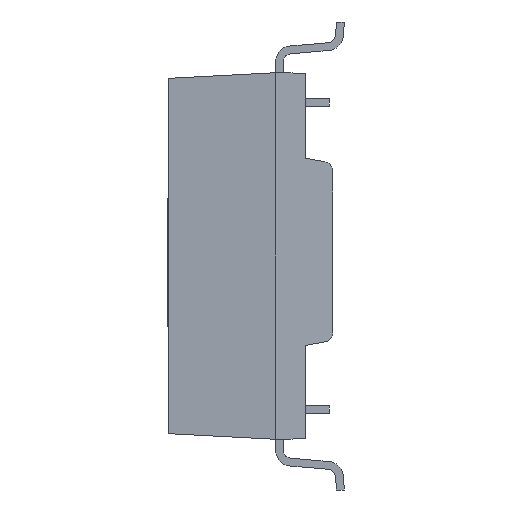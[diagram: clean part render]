
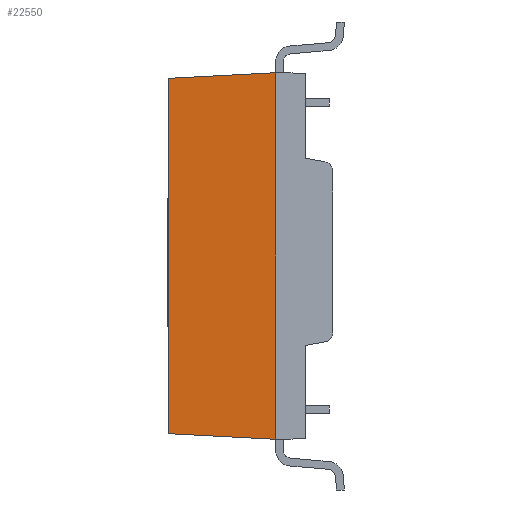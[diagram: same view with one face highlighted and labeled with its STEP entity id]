
A CAD part, left-side view. The second image highlights one B-rep face of the part: STEP entity #22550.
In plain terms, the highlighted planar face has unit normal (-0.999, 0.052, 0).
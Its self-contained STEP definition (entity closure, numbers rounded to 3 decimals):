
#282 = VERTEX_POINT ( 'NONE', #17460 ) ;
#554 = CARTESIAN_POINT ( 'NONE',  ( -13.786, 4.47, -5.785 ) ) ;
#963 = EDGE_LOOP ( 'NONE', ( #1247, #1425, #5397, #6288 ) ) ;
#1247 = ORIENTED_EDGE ( 'NONE', *, *, #24233, .F. ) ;
#1425 = ORIENTED_EDGE ( 'NONE', *, *, #7250, .F. ) ;
#1430 = DIRECTION ( 'NONE',  ( 0., 0., 1. ) ) ;
#1721 = DIRECTION ( 'NONE',  ( -0.052, -0.997, 0.052 ) ) ;
#3590 = FACE_OUTER_BOUND ( 'NONE', #963, .T. ) ;
#5362 = VECTOR ( 'NONE', #1721, 1000. ) ;
#5397 = ORIENTED_EDGE ( 'NONE', *, *, #7549, .T. ) ;
#5510 = CARTESIAN_POINT ( 'NONE',  ( -13.786, 4.47, 5.785 ) ) ;
#6288 = ORIENTED_EDGE ( 'NONE', *, *, #17272, .F. ) ;
#6478 = DIRECTION ( 'NONE',  ( 0.052, 0.997, 0.052 ) ) ;
#7250 = EDGE_CURVE ( 'NONE', #282, #19623, #21639, .T. ) ;
#7370 = VERTEX_POINT ( 'NONE', #23525 ) ;
#7549 = EDGE_CURVE ( 'NONE', #282, #7370, #11009, .T. ) ;
#8237 = CARTESIAN_POINT ( 'NONE',  ( -13.97, 0.965, -5.969 ) ) ;
#8806 = VECTOR ( 'NONE', #16083, 1000. ) ;
#9379 = PLANE ( 'NONE',  #21658 ) ;
#11009 = LINE ( 'NONE', #18740, #19553 ) ;
#11399 = DIRECTION ( 'NONE',  ( 0., 0., -1. ) ) ;
#12410 = CARTESIAN_POINT ( 'NONE',  ( -13.786, 4.47, 5.785 ) ) ;
#13216 = LINE ( 'NONE', #5510, #5362 ) ;
#14564 = LINE ( 'NONE', #554, #8806 ) ;
#15090 = VECTOR ( 'NONE', #6478, 1000. ) ;
#16083 = DIRECTION ( 'NONE',  ( 0., 0., 1. ) ) ;
#17272 = EDGE_CURVE ( 'NONE', #19065, #7370, #13216, .T. ) ;
#17460 = CARTESIAN_POINT ( 'NONE',  ( -13.97, 0.965, -5.969 ) ) ;
#18740 = CARTESIAN_POINT ( 'NONE',  ( -13.97, 0.965, -5.969 ) ) ;
#18885 = CARTESIAN_POINT ( 'NONE',  ( -13.97, 0.965, -12.319 ) ) ;
#19065 = VERTEX_POINT ( 'NONE', #12410 ) ;
#19553 = VECTOR ( 'NONE', #1430, 1000. ) ;
#19623 = VERTEX_POINT ( 'NONE', #20291 ) ;
#20291 = CARTESIAN_POINT ( 'NONE',  ( -13.786, 4.47, -5.785 ) ) ;
#21639 = LINE ( 'NONE', #8237, #15090 ) ;
#21658 = AXIS2_PLACEMENT_3D ( 'NONE', #18885, #22410, #11399 ) ;
#22410 = DIRECTION ( 'NONE',  ( 0.999, -0.052, 0. ) ) ;
#22550 = ADVANCED_FACE ( 'NONE', ( #3590 ), #9379, .F. ) ;
#23525 = CARTESIAN_POINT ( 'NONE',  ( -13.97, 0.965, 5.969 ) ) ;
#24233 = EDGE_CURVE ( 'NONE', #19623, #19065, #14564, .T. ) ;
